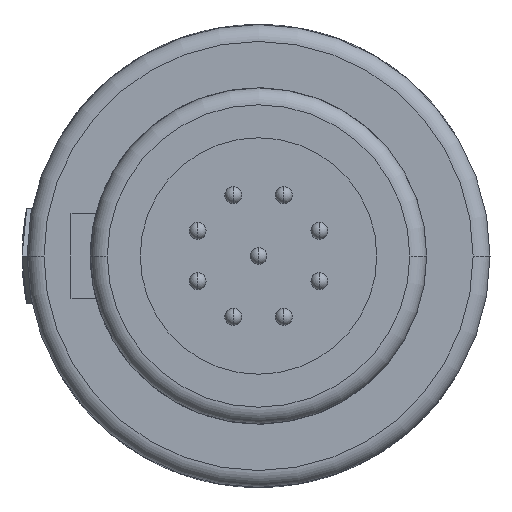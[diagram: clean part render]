
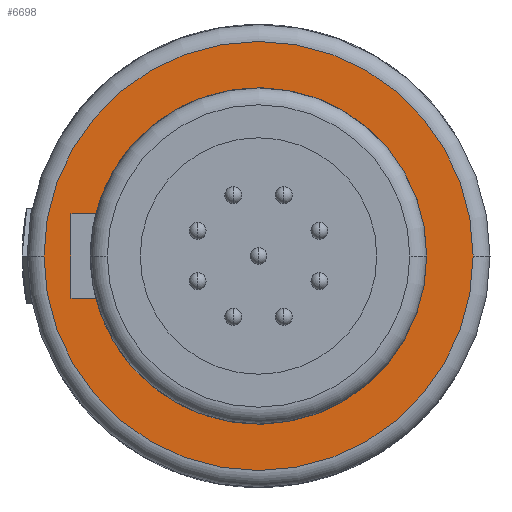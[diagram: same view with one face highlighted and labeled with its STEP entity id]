
A CAD part, left-side view. The second image highlights one B-rep face of the part: STEP entity #6698.
In plain terms, the highlighted planar face has unit normal (-1, 0, 0).
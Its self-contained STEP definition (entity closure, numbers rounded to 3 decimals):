
#1927=CARTESIAN_POINT('',(-6.7,0.,0.));
#1928=DIRECTION('',(-1.,0.,0.));
#1929=DIRECTION('',(0.,-1.,0.));
#1930=AXIS2_PLACEMENT_3D('',#1927,#1928,#1929);
#1932=CARTESIAN_POINT('',(-6.7,0.,0.));
#1933=DIRECTION('',(-1.,0.,0.));
#1934=DIRECTION('',(0.,1.,0.));
#1935=AXIS2_PLACEMENT_3D('',#1932,#1933,#1934);
#1937=DIRECTION('',(0.,1.,0.));
#1938=VECTOR('',#1937,0.735);
#1939=CARTESIAN_POINT('',(-6.7,4.815,-1.25));
#1940=LINE('',#1939,#1938);
#1941=DIRECTION('',(0.,1.,0.));
#1942=VECTOR('',#1941,0.735);
#1943=CARTESIAN_POINT('',(-6.7,4.815,1.25));
#1944=LINE('',#1943,#1942);
#1945=DIRECTION('',(0.,0.,1.));
#1946=VECTOR('',#1945,2.5);
#1947=CARTESIAN_POINT('',(-6.7,5.55,-1.25));
#1948=LINE('',#1947,#1946);
#1978=CARTESIAN_POINT('',(-6.7,0.,0.));
#1979=DIRECTION('',(1.,0.,0.));
#1980=DIRECTION('',(0.,0.968,0.251));
#1981=AXIS2_PLACEMENT_3D('',#1978,#1979,#1980);
#2015=CARTESIAN_POINT('',(-6.7,0.,0.));
#2016=DIRECTION('',(-1.,0.,0.));
#2017=DIRECTION('',(0.,0.968,-0.251));
#2018=AXIS2_PLACEMENT_3D('',#2015,#2016,#2017);
#3560=CARTESIAN_POINT('',(-6.7,-6.35,0.));
#3561=CARTESIAN_POINT('',(-6.7,6.35,0.));
#3562=VERTEX_POINT('',#3560);
#3563=VERTEX_POINT('',#3561);
#3576=CARTESIAN_POINT('',(-6.7,-4.975,0.));
#3577=VERTEX_POINT('',#3576);
#4032=CARTESIAN_POINT('',(-6.7,5.55,-1.25));
#4033=VERTEX_POINT('',#4032);
#4036=CARTESIAN_POINT('',(-6.7,5.55,1.25));
#4037=VERTEX_POINT('',#4036);
#4150=CARTESIAN_POINT('',(-6.7,4.815,-1.25));
#4151=VERTEX_POINT('',#4150);
#4152=CARTESIAN_POINT('',(-6.7,4.815,1.25));
#4153=VERTEX_POINT('',#4152);
#6676=CARTESIAN_POINT('',(-6.7,0.,0.));
#6677=DIRECTION('',(1.,0.,0.));
#6678=DIRECTION('',(0.,-1.,0.));
#6679=AXIS2_PLACEMENT_3D('',#6676,#6677,#6678);
#6680=PLANE('',#6679);
#6682=ORIENTED_EDGE('',*,*,#6681,.F.);
#6683=ORIENTED_EDGE('',*,*,#6659,.F.);
#6684=EDGE_LOOP('',(#6682,#6683));
#6685=FACE_OUTER_BOUND('',#6684,.F.);
#6687=ORIENTED_EDGE('',*,*,#6686,.F.);
#6689=ORIENTED_EDGE('',*,*,#6688,.T.);
#6691=ORIENTED_EDGE('',*,*,#6690,.F.);
#6693=ORIENTED_EDGE('',*,*,#6692,.T.);
#6695=ORIENTED_EDGE('',*,*,#6694,.F.);
#6696=EDGE_LOOP('',(#6687,#6689,#6691,#6693,#6695));
#6697=FACE_BOUND('',#6696,.F.);
#1931=CIRCLE('',#1930,6.35);
#1936=CIRCLE('',#1935,6.35);
#1982=CIRCLE('',#1981,4.975);
#2019=CIRCLE('',#2018,4.975);
#6659=EDGE_CURVE('',#3563,#3562,#1936,.T.);
#6681=EDGE_CURVE('',#3562,#3563,#1931,.T.);
#6686=EDGE_CURVE('',#4151,#4033,#1940,.T.);
#6688=EDGE_CURVE('',#4151,#3577,#2019,.T.);
#6690=EDGE_CURVE('',#4153,#3577,#1982,.T.);
#6692=EDGE_CURVE('',#4153,#4037,#1944,.T.);
#6694=EDGE_CURVE('',#4033,#4037,#1948,.T.);
#6698=ADVANCED_FACE('',(#6685,#6697),#6680,.F.);
